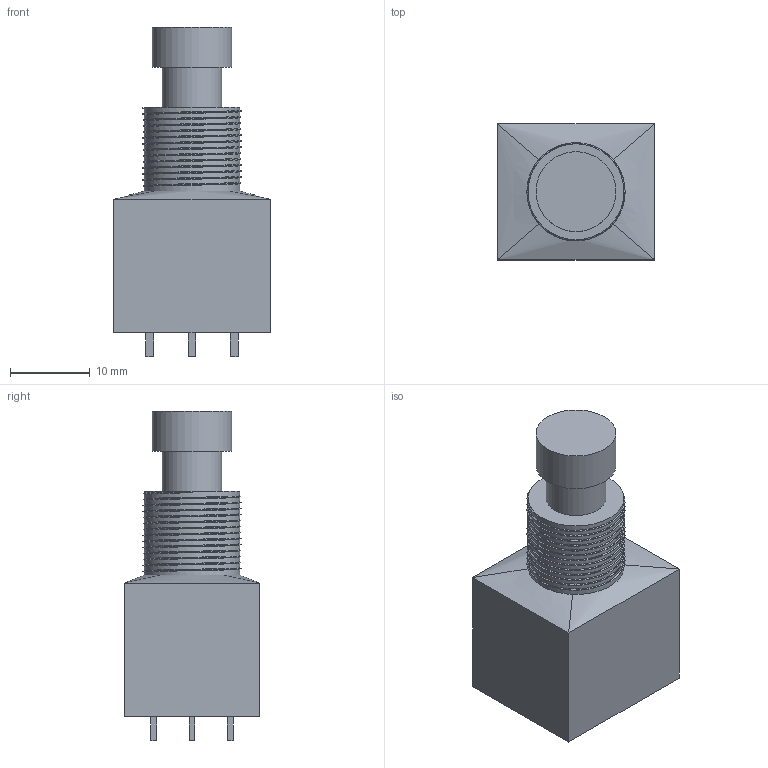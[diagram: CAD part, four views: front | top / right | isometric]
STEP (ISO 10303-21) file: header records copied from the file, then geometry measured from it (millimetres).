
FILE_DESCRIPTION(/* description */ ('STEP AP214'),/* implementation_level */ '2;1');
FILE_NAME(/* name */ '600cd425690c6c11f1cab7c1',/* time_stamp */ '2021-01-24T01:58:11+00:00',/* author */ (''),/* organization */ (''),/* preprocessor_version */ 'ST-DEVELOPER v18.1',/* originating_system */ ' ',/* authorisation */ ' ');
FILE_SCHEMA (('AUTOMOTIVE_DESIGN {1 0 10303 214 3 1 1}'));
Length unit declared in the file: metre
Products named in the file (1): FS57003PLT2B2M2QE
Bounding box: 19.6 x 17 x 41.2 mm (x, y, z)
Volume: 7605.5 mm3; surface area: 2810.9 mm2
Topology: 1 solids, 1 shells, 79 faces, 191 edges, 125 vertices
Faces by surface type: plane 55, cylinder 18, bspline 6
Full cylindrical faces by diameter (mm): 7.481 x1, 10 x1, 12 x14
Entity records: 3661 total; most frequent: CARTESIAN_POINT 2071, ORIENTED_EDGE 290, DIRECTION 260, EDGE_CURVE 145, LINE 130, VECTOR 130, VERTEX_POINT 96, EDGE_LOOP 79
